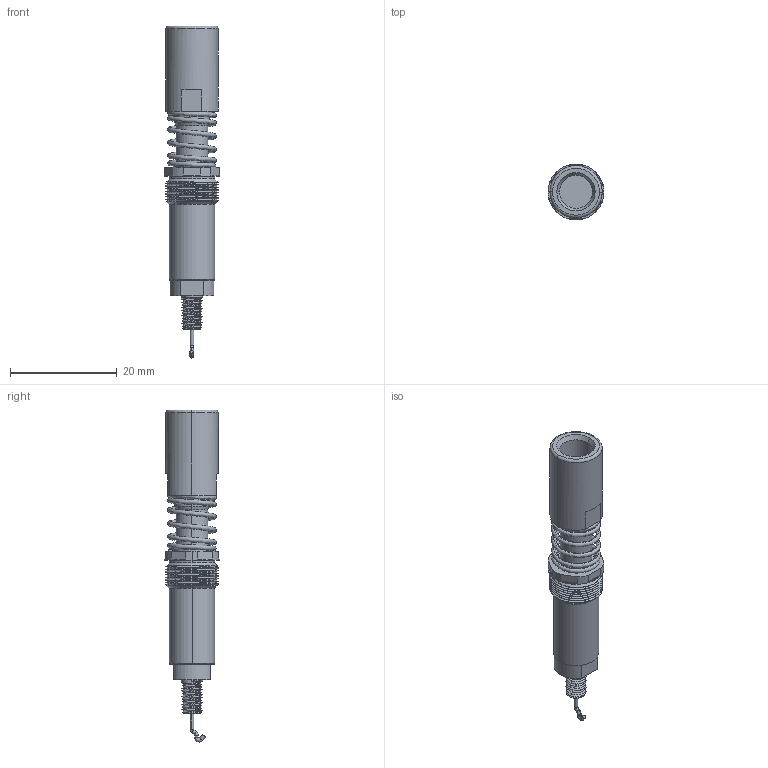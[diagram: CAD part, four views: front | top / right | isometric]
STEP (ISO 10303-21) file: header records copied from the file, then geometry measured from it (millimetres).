
FILE_DESCRIPTION (( 'STEP AP214' ), '1' );
FILE_NAME ('MOD-HC10B52BxxxG12060.STEP', '2022-01-18T11:12:00', ( '' ), ( '' ), 'SwSTEP 2.0', 'SolidWorks 2020', '' );
FILE_SCHEMA (( 'AUTOMOTIVE_DESIGN' ));
Length unit declared in the file: millimetre
Products named in the file (1): MOD-HC10B52BxxxG12060
Bounding box: 10.5 x 10.5 x 62.34 mm (x, y, z)
Volume: 2755.1 mm3; surface area: 2444.1 mm2
Topology: 1 solids, 1 shells, 281 faces, 770 edges, 503 vertices
Faces by surface type: cylinder 102, plane 96, bspline 59, cone 16, torus 8
Entity records: 19371 total; most frequent: CARTESIAN_POINT 11950, ORIENTED_EDGE 1540, DIRECTION 1093, EDGE_CURVE 770, VERTEX_POINT 503, AXIS2_PLACEMENT_3D 408, EDGE_LOOP 295, ADVANCED_FACE 281
